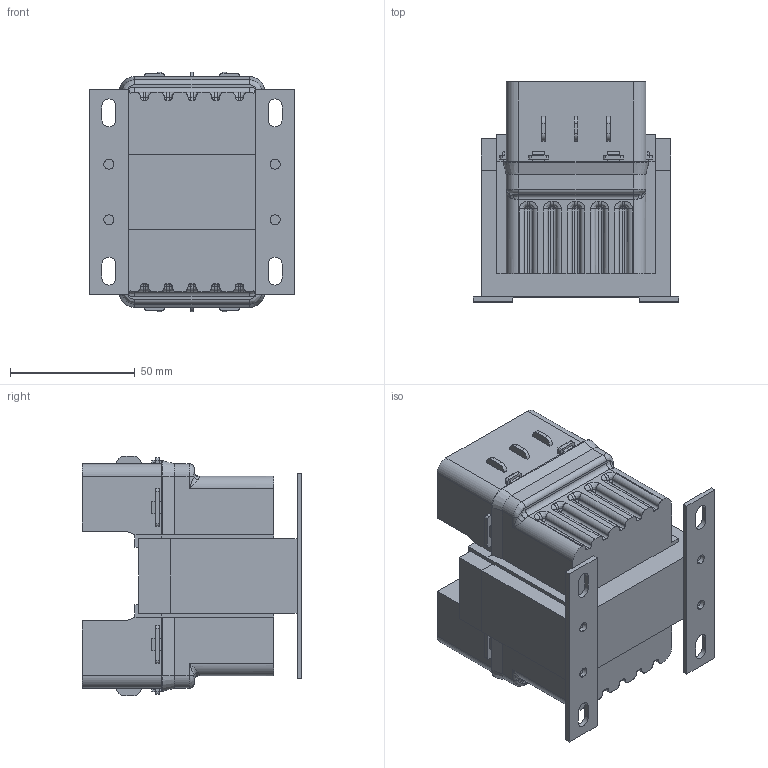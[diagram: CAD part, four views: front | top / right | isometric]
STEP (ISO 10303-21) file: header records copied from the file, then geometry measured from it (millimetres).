
FILE_DESCRIPTION (( 'STEP AP214' ), '1' );
FILE_NAME ('PH75PG.step', '2017-08-15T17:47:32', ( '' ), ( '' ), 'SwSTEP 2.0', 'SolidWorks 2017', '' );
FILE_SCHEMA (( 'AUTOMOTIVE_DESIGN' ));
Length unit declared in the file: inch
Products named in the file (1): PH75PG
Bounding box: 82.55 x 88.25 x 96 mm (x, y, z)
Volume: 382074.2 mm3; surface area: 71744.9 mm2
Topology: 8 solids, 8 shells, 500 faces, 1286 edges, 788 vertices
Faces by surface type: plane 296, cylinder 140, bspline 60, cone 4
Entity records: 16274 total; most frequent: CARTESIAN_POINT 4352, ORIENTED_EDGE 2524, DIRECTION 2316, EDGE_CURVE 1262, VECTOR 914, LINE 914, VERTEX_POINT 788, AXIS2_PLACEMENT_3D 701
